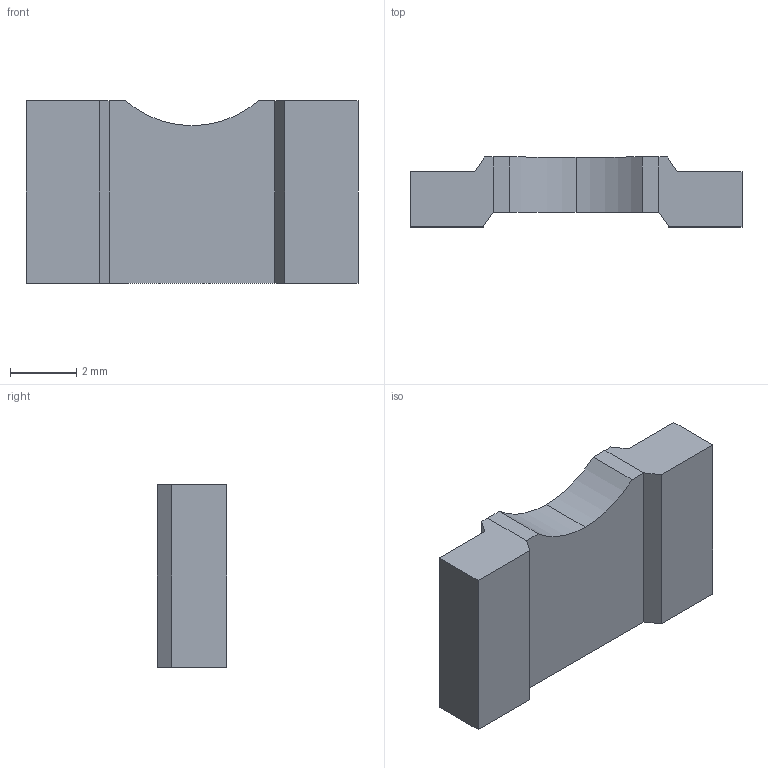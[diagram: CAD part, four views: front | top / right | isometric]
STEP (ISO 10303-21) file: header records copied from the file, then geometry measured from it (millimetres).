
FILE_DESCRIPTION (( 'STEP AP214' ), '1' );
FILE_NAME ('Resistor_SMD_10055.step', '2021-01-14T14:17:41+00:00', 'Stefan Hamminga', '', '', '', '');
FILE_SCHEMA (( 'AUTOMOTIVE_DESIGN' ));
Length unit declared in the file: millimetre
Products named in the file (1): Resistor_SMD_10055
Bounding box: 10 x 2.1 x 5.5 mm (x, y, z)
Volume: 89.1 mm3; surface area: 163.5 mm2
Topology: 1 solids, 1 shells, 23 faces, 55 edges, 34 vertices
Faces by surface type: plane 21, cylinder 2
Entity records: 760 total; most frequent: CARTESIAN_POINT 113, ORIENTED_EDGE 110, DIRECTION 107, EDGE_CURVE 55, VECTOR 51, LINE 51, VERTEX_POINT 34, AXIS2_PLACEMENT_3D 28
